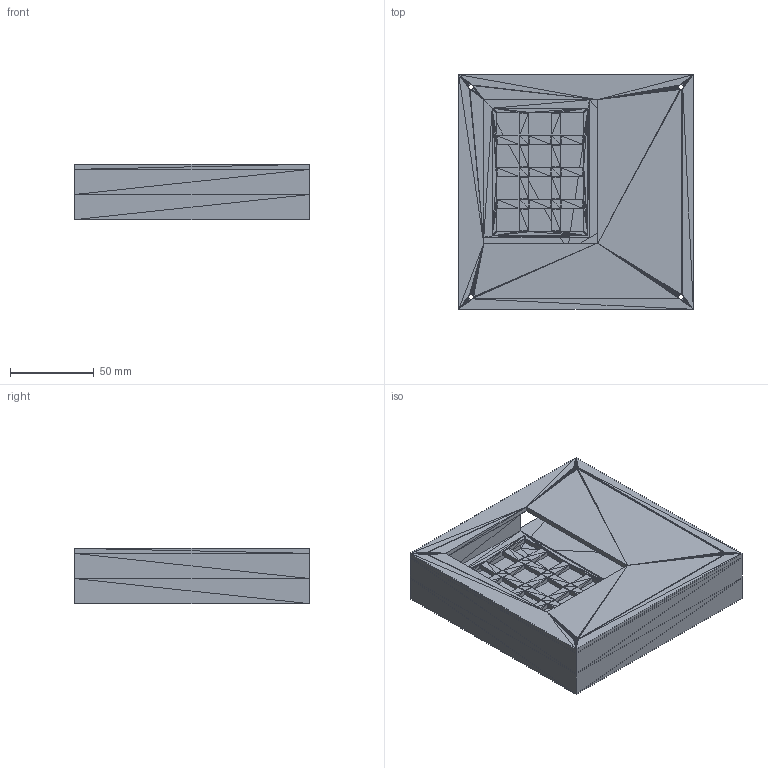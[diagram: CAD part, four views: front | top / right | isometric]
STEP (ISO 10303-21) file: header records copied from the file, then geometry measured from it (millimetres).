
FILE_DESCRIPTION(('FreeCAD Model'),'2;1');
FILE_NAME('Open CASCADE Shape Model','2024-10-12T20:22:44',('Author'),( ''),'Open CASCADE STEP processor 7.6','FreeCAD','Unknown');
FILE_SCHEMA(('AUTOMOTIVE_DESIGN { 1 0 10303 214 1 1 1 1 }'));
Length unit declared in the file: millimetre
Products named in the file (4): hackpad; acrylic001 (Solid); top001 (Solid); bottom001 (Solid)
Assembly tree (3 placements, depth 2):
  hackpad
    acrylic001 (Solid)
    top001 (Solid)
    bottom001 (Solid)
Bounding box: 140 x 140 x 33 mm (x, y, z)
Volume: 305817.4 mm3; surface area: 113487.3 mm2
Topology: 3 solids, 3 shells, 3292 faces, 4938 edges, 1604 vertices
Faces by surface type: plane 3292
Entity records: 64218 total; most frequent: DIRECTION 11530, ORIENTED_EDGE 9876, CARTESIAN_POINT 9838, EDGE_CURVE 4938, LINE 4938, VECTOR 4938, AXIS2_PLACEMENT_3D 3296, ADVANCED_FACE 3292
